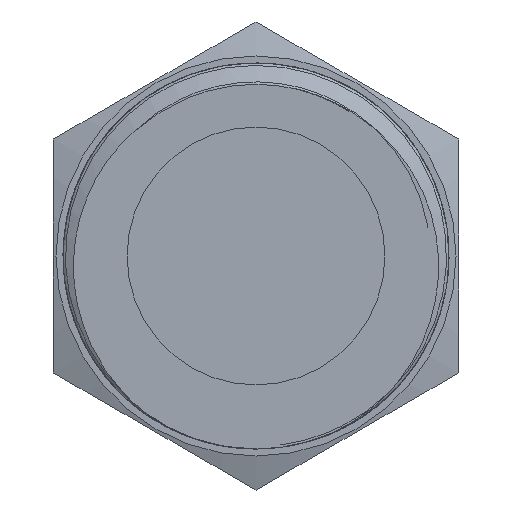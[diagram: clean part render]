
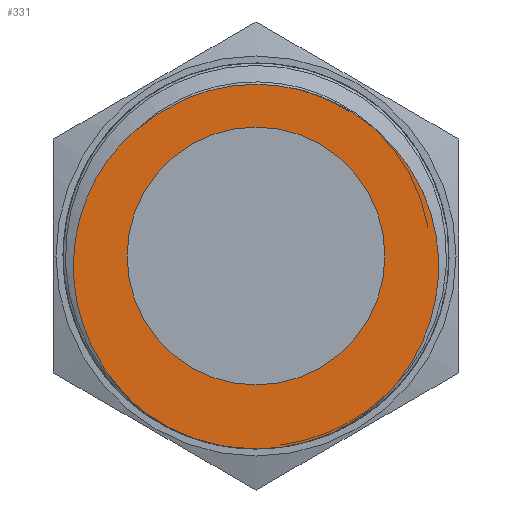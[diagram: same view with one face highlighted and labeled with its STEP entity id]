
A CAD part, front view. The second image highlights one B-rep face of the part: STEP entity #331.
In plain terms, the highlighted planar face has unit normal (0, -1, 0).
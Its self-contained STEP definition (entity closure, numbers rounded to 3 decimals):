
#50=B_SPLINE_CURVE_WITH_KNOTS('',3,(#470,#471,#472,#473),.UNSPECIFIED.,
 .F.,.F.,(4,4),(0.,0.008),.UNSPECIFIED.);
#51=B_SPLINE_CURVE_WITH_KNOTS('',3,(#476,#477,#478,#479,#480,#481,#482),
 .UNSPECIFIED.,.F.,.F.,(4,1,1,1,4),(0.,0.004,0.008,
0.012,0.016),.UNSPECIFIED.);
#52=B_SPLINE_CURVE_WITH_KNOTS('',3,(#484,#485,#486,#487,#488,#489,#490),
 .UNSPECIFIED.,.F.,.F.,(4,1,1,1,4),(0.,0.004,0.007,
0.011,0.014),.UNSPECIFIED.);
#53=B_SPLINE_CURVE_WITH_KNOTS('',3,(#492,#493,#494,#495,#496,#497,#498),
 .UNSPECIFIED.,.F.,.F.,(4,1,1,1,4),(0.,0.004,0.008,
0.012,0.016),.UNSPECIFIED.);
#54=B_SPLINE_CURVE_WITH_KNOTS('',3,(#500,#501,#502,#503),.UNSPECIFIED.,
 .F.,.F.,(4,4),(0.,0.008),.UNSPECIFIED.);
#72=ORIENTED_EDGE('',*,*,#162,.T.);
#73=ORIENTED_EDGE('',*,*,#163,.F.);
#74=ORIENTED_EDGE('',*,*,#164,.F.);
#75=ORIENTED_EDGE('',*,*,#165,.F.);
#76=ORIENTED_EDGE('',*,*,#166,.F.);
#77=ORIENTED_EDGE('',*,*,#167,.F.);
#78=ORIENTED_EDGE('',*,*,#168,.F.);
#162=EDGE_CURVE('',#207,#207,#240,.T.);
#163=EDGE_CURVE('',#208,#209,#50,.T.);
#164=EDGE_CURVE('',#210,#208,#51,.T.);
#165=EDGE_CURVE('',#211,#210,#52,.T.);
#166=EDGE_CURVE('',#212,#211,#53,.T.);
#167=EDGE_CURVE('',#213,#212,#54,.T.);
#168=EDGE_CURVE('',#209,#213,#241,.T.);
#207=VERTEX_POINT('',#469);
#208=VERTEX_POINT('',#474);
#209=VERTEX_POINT('',#475);
#210=VERTEX_POINT('',#483);
#211=VERTEX_POINT('',#491);
#212=VERTEX_POINT('',#499);
#213=VERTEX_POINT('',#504);
#240=CIRCLE('',#369,7.);
#241=CIRCLE('',#370,10.478);
#251=EDGE_LOOP('',(#72));
#252=EDGE_LOOP('',(#73,#74,#75,#76,#77,#78));
#285=FACE_BOUND('',#251,.T.);
#286=FACE_BOUND('',#252,.T.);
#319=PLANE('',#368);
#331=ADVANCED_FACE('',(#285,#286),#319,.F.);
#368=AXIS2_PLACEMENT_3D('',#467,#400,#401);
#369=AXIS2_PLACEMENT_3D('',#468,#402,#403);
#370=AXIS2_PLACEMENT_3D('',#505,#404,#405);
#400=DIRECTION('',(0.,1.,0.));
#401=DIRECTION('',(0.,0.,1.));
#402=DIRECTION('',(0.,1.,0.));
#403=DIRECTION('',(0.,0.,1.));
#404=DIRECTION('',(0.,1.,0.));
#405=DIRECTION('',(0.,0.,1.));
#467=CARTESIAN_POINT('',(0.,-12.05,0.));
#468=CARTESIAN_POINT('',(0.,-12.05,0.));
#469=CARTESIAN_POINT('',(0.,-12.05,7.));
#470=CARTESIAN_POINT('',(7.204,-12.05,-7.422));
#471=CARTESIAN_POINT('',(5.396,-12.05,-9.377));
#472=CARTESIAN_POINT('',(2.732,-12.05,-10.459));
#473=CARTESIAN_POINT('',(0.07,-12.05,-10.477));
#474=CARTESIAN_POINT('',(7.204,-12.05,-7.422));
#475=CARTESIAN_POINT('',(0.07,-12.05,-10.477));
#476=CARTESIAN_POINT('',(6.516,-12.05,6.846));
#477=CARTESIAN_POINT('',(7.54,-12.05,5.98));
#478=CARTESIAN_POINT('',(9.193,-12.05,3.828));
#479=CARTESIAN_POINT('',(10.179,-12.05,-0.119));
#480=CARTESIAN_POINT('',(9.53,-12.05,-4.143));
#481=CARTESIAN_POINT('',(8.115,-12.05,-6.438));
#482=CARTESIAN_POINT('',(7.204,-12.05,-7.422));
#483=CARTESIAN_POINT('',(6.516,-12.05,6.846));
#484=CARTESIAN_POINT('',(-6.56,-12.05,6.803));
#485=CARTESIAN_POINT('',(-5.652,-12.05,7.581));
#486=CARTESIAN_POINT('',(-3.6,-12.05,8.864));
#487=CARTESIAN_POINT('',(-0.026,-12.05,9.538));
#488=CARTESIAN_POINT('',(3.54,-12.05,8.887));
#489=CARTESIAN_POINT('',(5.603,-12.05,7.618));
#490=CARTESIAN_POINT('',(6.516,-12.05,6.846));
#491=CARTESIAN_POINT('',(-6.56,-12.05,6.803));
#492=CARTESIAN_POINT('',(-7.155,-12.05,-7.469));
#493=CARTESIAN_POINT('',(-8.073,-12.05,-6.491));
#494=CARTESIAN_POINT('',(-9.507,-12.05,-4.193));
#495=CARTESIAN_POINT('',(-10.178,-12.05,-0.188));
#496=CARTESIAN_POINT('',(-9.216,-12.05,3.773));
#497=CARTESIAN_POINT('',(-7.58,-12.05,5.93));
#498=CARTESIAN_POINT('',(-6.56,-12.05,6.803));
#499=CARTESIAN_POINT('',(-7.155,-12.05,-7.469));
#500=CARTESIAN_POINT('',(0.,-12.05,-10.478));
#501=CARTESIAN_POINT('',(-2.663,-12.05,-10.478));
#502=CARTESIAN_POINT('',(-5.333,-12.05,-9.413));
#503=CARTESIAN_POINT('',(-7.155,-12.05,-7.469));
#504=CARTESIAN_POINT('',(0.,-12.05,-10.478));
#505=CARTESIAN_POINT('',(0.,-12.05,0.));
